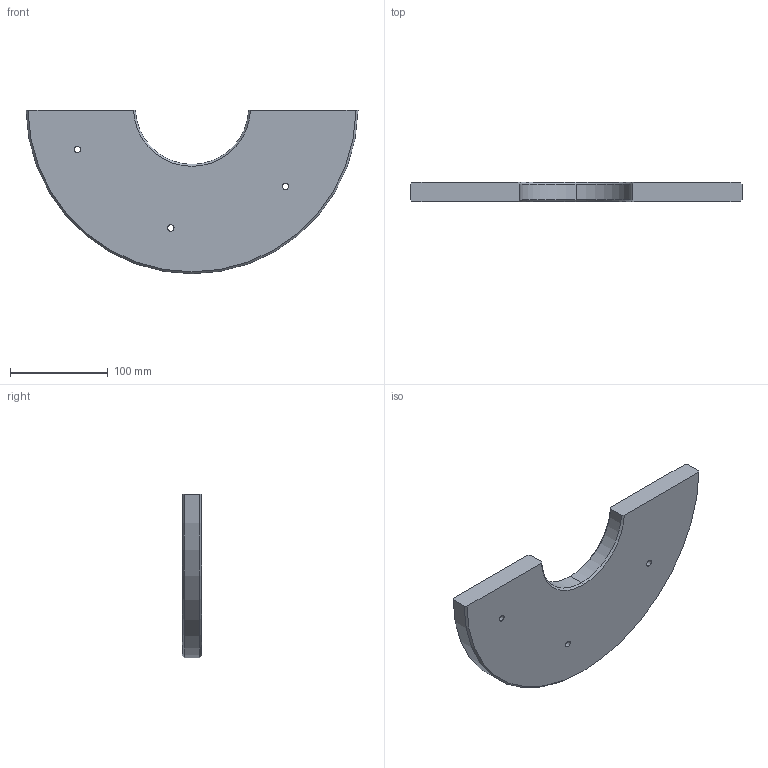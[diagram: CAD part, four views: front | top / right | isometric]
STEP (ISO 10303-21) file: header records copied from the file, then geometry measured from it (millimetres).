
FILE_DESCRIPTION (( 'STEP AP214' ), '1' );
FILE_NAME ('payload_mass.STEP', '2023-08-09T20:57:43', ( 'uesrf' ), ( '' ), 'SwSTEP 2.0', 'SolidWorks 2021', '' );
FILE_SCHEMA (( 'AUTOMOTIVE_DESIGN' ));
Length unit declared in the file: millimetre
Products named in the file (1): payload_mass
Bounding box: 339.96 x 20 x 167.5 mm (x, y, z)
Volume: 783485 mm3; surface area: 98262.7 mm2
Topology: 1 solids, 1 shells, 41 faces, 100 edges, 61 vertices
Faces by surface type: cylinder 22, cone 12, plane 7
Entity records: 1298 total; most frequent: CARTESIAN_POINT 221, DIRECTION 220, ORIENTED_EDGE 188, EDGE_CURVE 94, AXIS2_PLACEMENT_3D 92, VERTEX_POINT 61, EDGE_LOOP 53, CIRCLE 50
